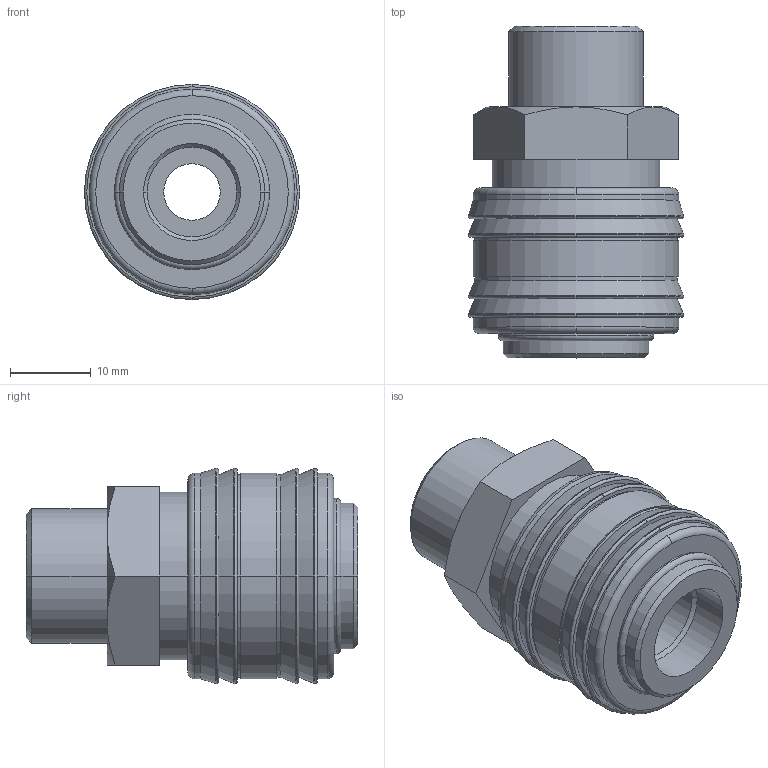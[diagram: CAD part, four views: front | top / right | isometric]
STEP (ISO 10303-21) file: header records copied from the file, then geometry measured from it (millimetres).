
FILE_DESCRIPTION(('STEP AP214'),'1');
FILE_NAME('esa_38_ar.stp','2020-03-05T09:23:46',('TraceParts'),('TraceParts S.A.'),'Spatial InterOp 3D',' ',' ');
FILE_SCHEMA(('automotive_design'));
Length unit declared in the file: millimetre
Products named in the file (1): 1
Bounding box: 26.6 x 41 x 26.6 mm (x, y, z)
Volume: 13018.4 mm3; surface area: 5354 mm2
Topology: 1 solids, 1 shells, 87 faces, 197 edges, 123 vertices
Faces by surface type: torus 24, cylinder 22, cone 22, plane 19
Entity records: 3214 total; most frequent: DIRECTION 496, CARTESIAN_POINT 456, ORIENTED_EDGE 394, AXIS2_PLACEMENT_3D 223, EDGE_CURVE 197, CIRCLE 135, VERTEX_POINT 123, EDGE_LOOP 100
